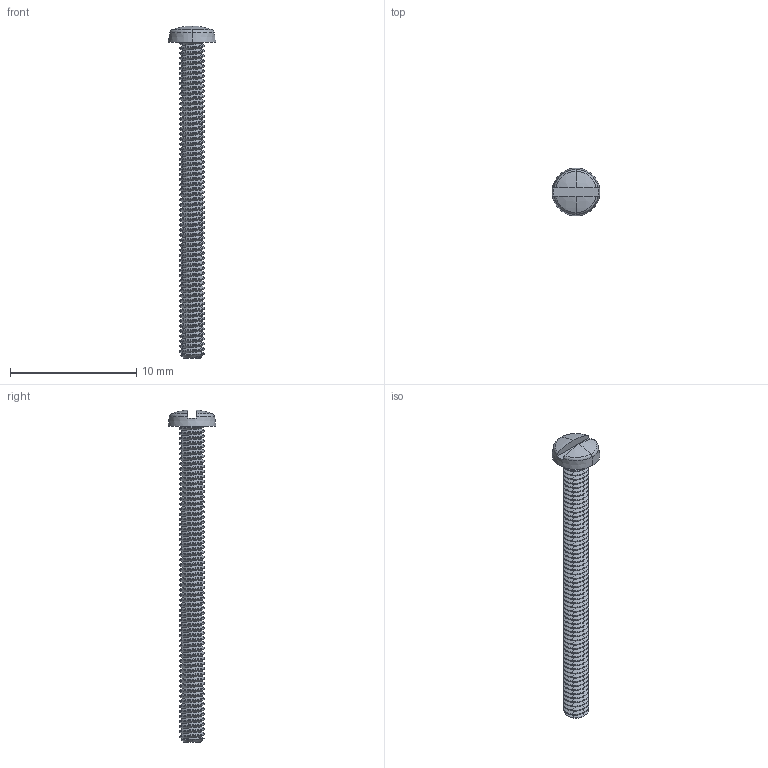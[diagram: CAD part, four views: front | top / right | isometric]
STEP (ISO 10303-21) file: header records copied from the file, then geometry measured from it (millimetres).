
FILE_DESCRIPTION(('CATIA V5 STEP Exchange'),'2;1');
FILE_NAME('M2x20_screw.stp','2013-06-11T22:47:58+00:00',('none'),('none'),'CATIA Version 5 Release 18 SP 4 (IN-10)','CATIA V5 STEP AP203','none');
FILE_SCHEMA(('CONFIG_CONTROL_DESIGN'));
Length unit declared in the file: millimetre
Products named in the file (1): 91800A023
Bounding box: 3.8 x 3.8 x 26.29 mm (x, y, z)
Volume: 72.4 mm3; surface area: 277.9 mm2
Topology: 2 solids, 2 shells, 1022 faces, 2800 edges, 1782 vertices
Faces by surface type: bspline 753, cylinder 250, plane 6, cone 5, sphere 4, torus 4
Entity records: 32502 total; most frequent: CARTESIAN_POINT 16017, ORIENTED_EDGE 5600, EDGE_CURVE 2800, VERTEX_POINT 1782, B_SPLINE_CURVE_WITH_KNOTS 1276, ADVANCED_FACE 1022, EDGE_LOOP 1022, FACE_OUTER_BOUND 1022
